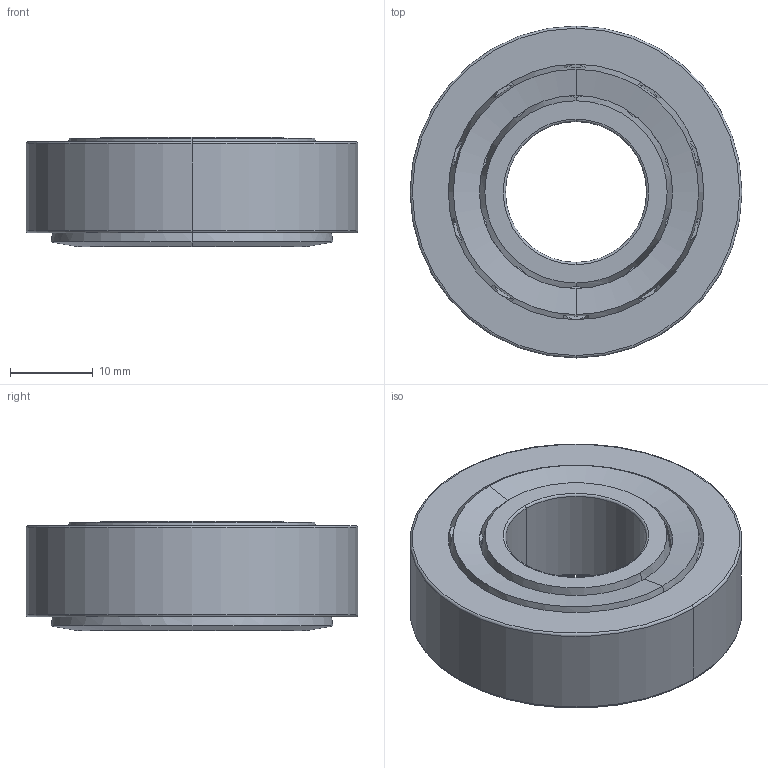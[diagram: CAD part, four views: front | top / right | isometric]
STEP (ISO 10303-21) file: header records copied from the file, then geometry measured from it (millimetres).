
FILE_DESCRIPTION (( 'STEP AP203' ), '1' );
FILE_NAME ('Bearing 30203.STEP', '2019-10-20T06:13:36', ( '' ), ( '' ), 'SwSTEP 2.0', 'SolidWorks 2019', '' );
FILE_SCHEMA (( 'CONFIG_CONTROL_DESIGN' ));
Length unit declared in the file: millimetre
Products named in the file (1): Bearing 30203
Bounding box: 40 x 40 x 13.16 mm (x, y, z)
Volume: 10997.2 mm3; surface area: 10157.1 mm2
Topology: 13 solids, 13 shells, 108 faces, 248 edges, 160 vertices
Faces by surface type: cylinder 44, plane 44, cone 12, torus 8
Entity records: 3349 total; most frequent: CARTESIAN_POINT 901, DIRECTION 498, ORIENTED_EDGE 496, EDGE_CURVE 248, AXIS2_PLACEMENT_3D 229, VERTEX_POINT 160, EDGE_LOOP 128, CIRCLE 120
